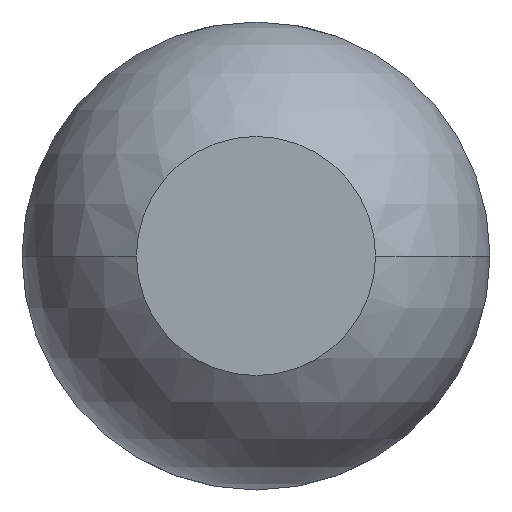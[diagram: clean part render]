
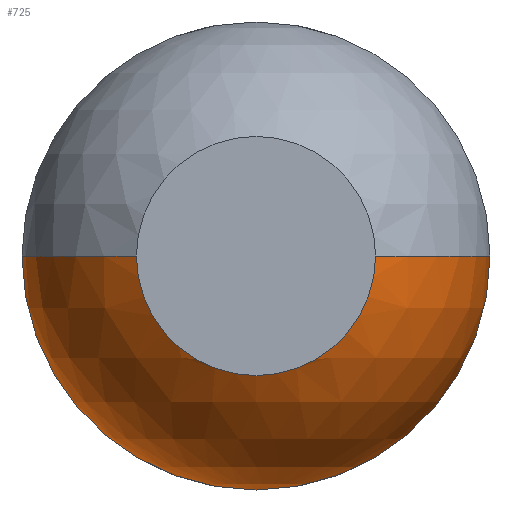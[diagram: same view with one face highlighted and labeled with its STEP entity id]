
A CAD part, front view. The second image highlights one B-rep face of the part: STEP entity #725.
In plain terms, the highlighted spherical face has radius 0.685 mm.
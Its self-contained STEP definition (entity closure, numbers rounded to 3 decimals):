
#122 = CARTESIAN_POINT ( 'NONE',  ( 0., -26.411, 0. ) ) ;
#192 = ORIENTED_EDGE ( 'NONE', *, *, #2029, .F. ) ;
#199 = AXIS2_PLACEMENT_3D ( 'NONE', #914, #3899, #3484 ) ;
#217 = EDGE_CURVE ( 'NONE', #2314, #836, #2327, .T. ) ;
#316 = DIRECTION ( 'NONE',  ( 0., 0., 1. ) ) ;
#327 = DIRECTION ( 'NONE',  ( -1., 0., 0. ) ) ;
#405 = EDGE_LOOP ( 'NONE', ( #2081, #2585, #956, #192, #3690, #787 ) ) ;
#503 = DIRECTION ( 'NONE',  ( 0., 1., 0. ) ) ;
#515 = EDGE_CURVE ( 'NONE', #3740, #2728, #2021, .T. ) ;
#660 = DIRECTION ( 'NONE',  ( 0., 0., -1. ) ) ;
#688 = CIRCLE ( 'NONE', #3122, 0.35 ) ;
#725 = ADVANCED_FACE ( 'Defeature ausgef�hrt3_4', ( #1560 ), #1772, .T. ) ;
#787 = ORIENTED_EDGE ( 'NONE', *, *, #981, .F. ) ;
#798 = CARTESIAN_POINT ( 'NONE',  ( 0.35, -27., 0. ) ) ;
#836 = VERTEX_POINT ( 'NONE', #985 ) ;
#914 = CARTESIAN_POINT ( 'NONE',  ( 0., -27., 0. ) ) ;
#953 = DIRECTION ( 'NONE',  ( 1., 0., 0. ) ) ;
#956 = ORIENTED_EDGE ( 'NONE', *, *, #2276, .F. ) ;
#981 = EDGE_CURVE ( 'Defeature ausgef�hrt3_9+Defeature ausgef�hrt3_4+Defeature ausgef�hrt3_4+Defeature ausgef�hrt3_4', #2178, #2314, #688, .T. ) ;
#985 = CARTESIAN_POINT ( 'NONE',  ( 0.685, -26.411, 0. ) ) ;
#1035 = CARTESIAN_POINT ( 'NONE',  ( 0., -27., -0.35 ) ) ;
#1181 = DIRECTION ( 'NONE',  ( 0., 0., -1. ) ) ;
#1486 = AXIS2_PLACEMENT_3D ( 'NONE', #2293, #660, #327 ) ;
#1560 = FACE_OUTER_BOUND ( 'NONE', #405, .T. ) ;
#1593 = DIRECTION ( 'NONE',  ( 0., 0., 1. ) ) ;
#1659 = CARTESIAN_POINT ( 'NONE',  ( -0.685, -26.411, 0. ) ) ;
#1674 = CARTESIAN_POINT ( 'NONE',  ( 0., -27., 0. ) ) ;
#1772 = SPHERICAL_SURFACE ( 'NONE', #3773, 0.685 ) ;
#1835 = CARTESIAN_POINT ( 'NONE',  ( 0., -26.411, 0. ) ) ;
#2020 = DIRECTION ( 'NONE',  ( 0., -1., 0. ) ) ;
#2021 = CIRCLE ( 'NONE', #1486, 0.685 ) ;
#2029 = EDGE_CURVE ( 'Defeature ausgef�hrt3_5+Defeature ausgef�hrt3_4+Defeature ausgef�hrt3_4+Defeature ausgef�hrt3_4', #836, #2168, #3811, .T. ) ;
#2081 = ORIENTED_EDGE ( 'NONE', *, *, #2909, .F. ) ;
#2104 = DIRECTION ( 'NONE',  ( 0., 0., 1. ) ) ;
#2168 = VERTEX_POINT ( 'NONE', #3349 ) ;
#2178 = VERTEX_POINT ( 'NONE', #1035 ) ;
#2233 = AXIS2_PLACEMENT_3D ( 'NONE', #122, #503, #2104 ) ;
#2276 = EDGE_CURVE ( 'Defeature ausgef�hrt3_5+Defeature ausgef�hrt3_4+Defeature ausgef�hrt3_4+Defeature ausgef�hrt3_4', #2168, #2728, #2452, .T. ) ;
#2293 = CARTESIAN_POINT ( 'NONE',  ( 0., -26.411, 0. ) ) ;
#2299 = DIRECTION ( 'NONE',  ( 0., 1., 0. ) ) ;
#2311 = CARTESIAN_POINT ( 'NONE',  ( 0., -26.411, 0. ) ) ;
#2314 = VERTEX_POINT ( 'NONE', #798 ) ;
#2327 = CIRCLE ( 'NONE', #3223, 0.685 ) ;
#2452 = CIRCLE ( 'NONE', #2233, 0.685 ) ;
#2585 = ORIENTED_EDGE ( 'NONE', *, *, #515, .T. ) ;
#2728 = VERTEX_POINT ( 'NONE', #1659 ) ;
#2909 = EDGE_CURVE ( 'Defeature ausgef�hrt3_9+Defeature ausgef�hrt3_4+Defeature ausgef�hrt3_4+Defeature ausgef�hrt3_4', #3740, #2178, #3451, .T. ) ;
#3122 = AXIS2_PLACEMENT_3D ( 'NONE', #1674, #2020, #3933 ) ;
#3222 = CARTESIAN_POINT ( 'NONE',  ( 0., -26.411, 0. ) ) ;
#3223 = AXIS2_PLACEMENT_3D ( 'NONE', #3222, #1593, #953 ) ;
#3349 = CARTESIAN_POINT ( 'NONE',  ( 0., -26.411, -0.685 ) ) ;
#3399 = AXIS2_PLACEMENT_3D ( 'NONE', #2311, #2299, #316 ) ;
#3451 = CIRCLE ( 'NONE', #199, 0.35 ) ;
#3484 = DIRECTION ( 'NONE',  ( 0., 0., -1. ) ) ;
#3633 = CARTESIAN_POINT ( 'NONE',  ( -0.35, -27., 0. ) ) ;
#3690 = ORIENTED_EDGE ( 'NONE', *, *, #217, .F. ) ;
#3740 = VERTEX_POINT ( 'NONE', #3633 ) ;
#3773 = AXIS2_PLACEMENT_3D ( 'NONE', #1835, #1181, #3779 ) ;
#3779 = DIRECTION ( 'NONE',  ( 1., 0., 0. ) ) ;
#3811 = CIRCLE ( 'NONE', #3399, 0.685 ) ;
#3899 = DIRECTION ( 'NONE',  ( 0., -1., 0. ) ) ;
#3933 = DIRECTION ( 'NONE',  ( 0., 0., -1. ) ) ;
